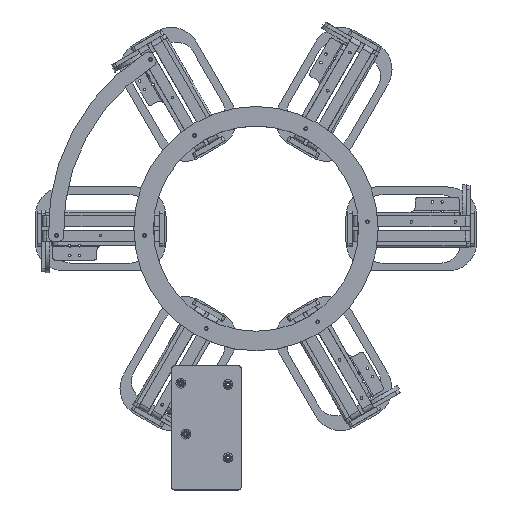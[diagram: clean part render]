
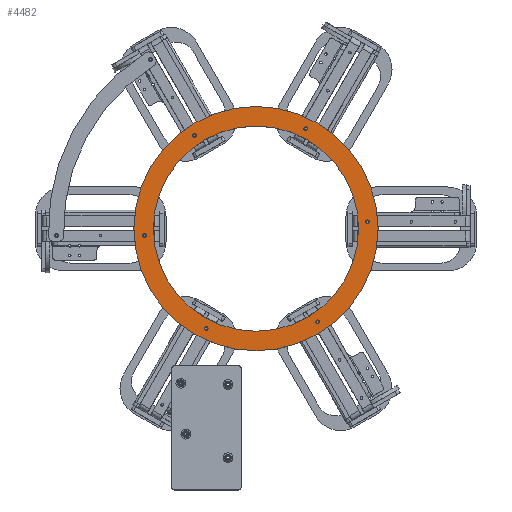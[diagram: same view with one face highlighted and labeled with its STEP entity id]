
A CAD part, top view. The second image highlights one B-rep face of the part: STEP entity #4482.
In plain terms, the highlighted planar face has unit normal (0, 0, 1).
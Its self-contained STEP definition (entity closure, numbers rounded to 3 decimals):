
#188=FACE_BOUND('',#872,.T.);
#189=FACE_BOUND('',#873,.T.);
#190=FACE_BOUND('',#874,.T.);
#191=FACE_BOUND('',#875,.T.);
#192=FACE_BOUND('',#876,.T.);
#193=FACE_BOUND('',#877,.T.);
#194=FACE_BOUND('',#878,.T.);
#309=PLANE('',#4970);
#522=FACE_OUTER_BOUND('',#871,.T.);
#871=EDGE_LOOP('',(#3923));
#872=EDGE_LOOP('',(#3924));
#873=EDGE_LOOP('',(#3925));
#874=EDGE_LOOP('',(#3926));
#875=EDGE_LOOP('',(#3927));
#876=EDGE_LOOP('',(#3928));
#877=EDGE_LOOP('',(#3929));
#878=EDGE_LOOP('',(#3930));
#1838=CIRCLE('',#4971,125.);
#1839=CIRCLE('',#4972,1.9);
#1840=CIRCLE('',#4973,1.9);
#1841=CIRCLE('',#4974,1.9);
#1842=CIRCLE('',#4975,105.);
#1843=CIRCLE('',#4976,1.9);
#1844=CIRCLE('',#4977,1.9);
#1845=CIRCLE('',#4978,1.9);
#2232=VERTEX_POINT('',#7579);
#2233=VERTEX_POINT('',#7581);
#2234=VERTEX_POINT('',#7583);
#2235=VERTEX_POINT('',#7585);
#2236=VERTEX_POINT('',#7587);
#2237=VERTEX_POINT('',#7589);
#2238=VERTEX_POINT('',#7591);
#2239=VERTEX_POINT('',#7593);
#2807=EDGE_CURVE('',#2232,#2232,#1838,.T.);
#2808=EDGE_CURVE('',#2233,#2233,#1839,.T.);
#2809=EDGE_CURVE('',#2234,#2234,#1840,.T.);
#2810=EDGE_CURVE('',#2235,#2235,#1841,.T.);
#2811=EDGE_CURVE('',#2236,#2236,#1842,.F.);
#2812=EDGE_CURVE('',#2237,#2237,#1843,.T.);
#2813=EDGE_CURVE('',#2238,#2238,#1844,.T.);
#2814=EDGE_CURVE('',#2239,#2239,#1845,.T.);
#3923=ORIENTED_EDGE('',*,*,#2807,.T.);
#3924=ORIENTED_EDGE('',*,*,#2808,.T.);
#3925=ORIENTED_EDGE('',*,*,#2809,.T.);
#3926=ORIENTED_EDGE('',*,*,#2810,.T.);
#3927=ORIENTED_EDGE('',*,*,#2811,.T.);
#3928=ORIENTED_EDGE('',*,*,#2812,.T.);
#3929=ORIENTED_EDGE('',*,*,#2813,.T.);
#3930=ORIENTED_EDGE('',*,*,#2814,.T.);
#4482=ADVANCED_FACE('',(#522,#188,#189,#190,#191,#192,#193,#194),#309,.T.);
#4970=AXIS2_PLACEMENT_3D('',#7578,#6195,#6196);
#4971=AXIS2_PLACEMENT_3D('',#7580,#6197,#6198);
#4972=AXIS2_PLACEMENT_3D('',#7582,#6199,#6200);
#4973=AXIS2_PLACEMENT_3D('',#7584,#6201,#6202);
#4974=AXIS2_PLACEMENT_3D('',#7586,#6203,#6204);
#4975=AXIS2_PLACEMENT_3D('',#7588,#6205,#6206);
#4976=AXIS2_PLACEMENT_3D('',#7590,#6207,#6208);
#4977=AXIS2_PLACEMENT_3D('',#7592,#6209,#6210);
#4978=AXIS2_PLACEMENT_3D('',#7594,#6211,#6212);
#6195=DIRECTION('center_axis',(0.,0.,1.));
#6196=DIRECTION('ref_axis',(-1.,0.,0.));
#6197=DIRECTION('center_axis',(0.,0.,1.));
#6198=DIRECTION('ref_axis',(1.,0.,0.));
#6199=DIRECTION('center_axis',(0.,0.,-1.));
#6200=DIRECTION('ref_axis',(0.5,-0.866,0.));
#6201=DIRECTION('center_axis',(0.,0.,-1.));
#6202=DIRECTION('ref_axis',(0.5,0.866,0.));
#6203=DIRECTION('center_axis',(0.,0.,-1.));
#6204=DIRECTION('ref_axis',(-0.5,0.866,0.));
#6205=DIRECTION('center_axis',(0.,0.,1.));
#6206=DIRECTION('ref_axis',(1.,0.,0.));
#6207=DIRECTION('center_axis',(0.,0.,-1.));
#6208=DIRECTION('ref_axis',(1.,0.,0.));
#6209=DIRECTION('center_axis',(0.,0.,-1.));
#6210=DIRECTION('ref_axis',(-1.,0.,0.));
#6211=DIRECTION('center_axis',(0.,0.,-1.));
#6212=DIRECTION('ref_axis',(-0.5,-0.866,0.));
#7578=CARTESIAN_POINT('Origin',(130.,0.,30.));
#7579=CARTESIAN_POINT('',(5.,0.,30.));
#7580=CARTESIAN_POINT('Origin',(130.,0.,30.));
#7581=CARTESIAN_POINT('',(243.141,8.645,30.));
#7582=CARTESIAN_POINT('Origin',(244.091,7.,30.));
#7583=CARTESIAN_POINT('',(65.942,93.66,30.));
#7584=CARTESIAN_POINT('Origin',(66.892,95.305,30.));
#7585=CARTESIAN_POINT('',(16.859,-8.645,30.));
#7586=CARTESIAN_POINT('Origin',(15.909,-7.,30.));
#7587=CARTESIAN_POINT('',(25.,0.,30.));
#7588=CARTESIAN_POINT('Origin',(130.,0.,30.));
#7589=CARTESIAN_POINT('',(179.083,102.305,30.));
#7590=CARTESIAN_POINT('Origin',(180.983,102.305,30.));
#7591=CARTESIAN_POINT('',(80.917,-102.305,30.));
#7592=CARTESIAN_POINT('Origin',(79.017,-102.305,30.));
#7593=CARTESIAN_POINT('',(194.058,-93.66,30.));
#7594=CARTESIAN_POINT('Origin',(193.108,-95.305,30.));
